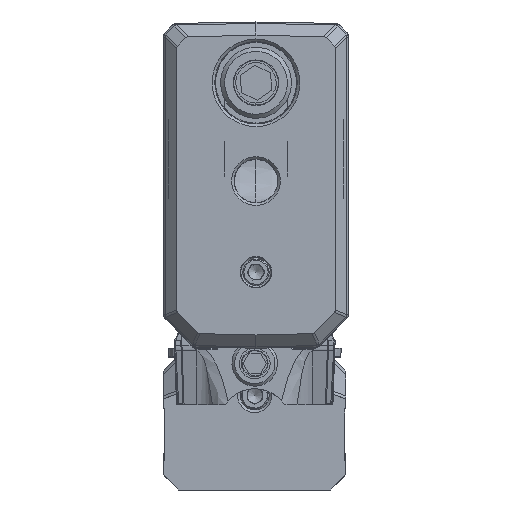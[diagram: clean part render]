
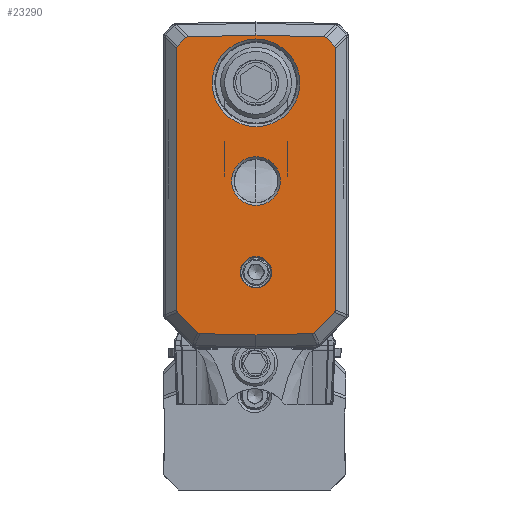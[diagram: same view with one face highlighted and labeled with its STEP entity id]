
A CAD part, front view. The second image highlights one B-rep face of the part: STEP entity #23290.
In plain terms, the highlighted planar face has unit normal (0, -1, 0).
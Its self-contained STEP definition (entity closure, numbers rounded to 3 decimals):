
#6049=ELLIPSE('',#115188,0.859,0.5);
#6050=ELLIPSE('',#115190,0.859,0.5);
#6051=ELLIPSE('',#115192,0.736,0.5);
#6052=ELLIPSE('',#115194,0.735,0.5);
#6053=ELLIPSE('',#115196,0.735,0.5);
#6054=ELLIPSE('',#115198,0.736,0.5);
#6055=ELLIPSE('',#115200,0.859,0.5);
#6056=ELLIPSE('',#115202,0.859,0.5);
#8698=FACE_BOUND('',#37228,.T.);
#8699=FACE_BOUND('',#37229,.T.);
#8700=FACE_BOUND('',#37230,.T.);
#8701=FACE_BOUND('',#37231,.T.);
#23290=ADVANCED_FACE('',(#8698,#8699,#8700,#8701),#27071,.T.);
#27071=PLANE('',#115298);
#37228=EDGE_LOOP('',(#56031,#56032,#56033,#56034,#56035,#56036,#56037,#56038,
#56039,#56040,#56041,#56042,#56043,#56044,#56045,#56046,#56047,#56048));
#37229=EDGE_LOOP('',(#56049));
#37230=EDGE_LOOP('',(#56050));
#37231=EDGE_LOOP('',(#56051));
#56031=ORIENTED_EDGE('',*,*,#83672,.T.);
#56032=ORIENTED_EDGE('',*,*,#83566,.T.);
#56033=ORIENTED_EDGE('',*,*,#83667,.T.);
#56034=ORIENTED_EDGE('',*,*,#83563,.T.);
#56035=ORIENTED_EDGE('',*,*,#83675,.T.);
#56036=ORIENTED_EDGE('',*,*,#83689,.T.);
#56037=ORIENTED_EDGE('',*,*,#83545,.T.);
#56038=ORIENTED_EDGE('',*,*,#83668,.T.);
#56039=ORIENTED_EDGE('',*,*,#83548,.T.);
#56040=ORIENTED_EDGE('',*,*,#83673,.T.);
#56041=ORIENTED_EDGE('',*,*,#83551,.T.);
#56042=ORIENTED_EDGE('',*,*,#83666,.T.);
#56043=ORIENTED_EDGE('',*,*,#83554,.T.);
#56044=ORIENTED_EDGE('',*,*,#83690,.T.);
#56045=ORIENTED_EDGE('',*,*,#83670,.T.);
#56046=ORIENTED_EDGE('',*,*,#83557,.T.);
#56047=ORIENTED_EDGE('',*,*,#83665,.T.);
#56048=ORIENTED_EDGE('',*,*,#83560,.T.);
#56049=ORIENTED_EDGE('',*,*,#83066,.T.);
#56050=ORIENTED_EDGE('',*,*,#83068,.T.);
#56051=ORIENTED_EDGE('',*,*,#83062,.T.);
#71722=VERTEX_POINT('',#178903);
#71726=VERTEX_POINT('',#178939);
#71728=VERTEX_POINT('',#178944);
#72049=VERTEX_POINT('',#182785);
#72050=VERTEX_POINT('',#182787);
#72051=VERTEX_POINT('',#182791);
#72052=VERTEX_POINT('',#182793);
#72053=VERTEX_POINT('',#182797);
#72054=VERTEX_POINT('',#182799);
#72055=VERTEX_POINT('',#182803);
#72056=VERTEX_POINT('',#182805);
#72057=VERTEX_POINT('',#182809);
#72058=VERTEX_POINT('',#182811);
#72059=VERTEX_POINT('',#182815);
#72060=VERTEX_POINT('',#182817);
#72061=VERTEX_POINT('',#182821);
#72062=VERTEX_POINT('',#182823);
#72063=VERTEX_POINT('',#182827);
#72064=VERTEX_POINT('',#182829);
#72116=VERTEX_POINT('',#183187);
#72117=VERTEX_POINT('',#183195);
#83062=EDGE_CURVE('',#71722,#71722,#106857,.T.);
#83066=EDGE_CURVE('',#71726,#71726,#106859,.T.);
#83068=EDGE_CURVE('',#71728,#71728,#106861,.T.);
#83545=EDGE_CURVE('',#72049,#72050,#6049,.T.);
#83548=EDGE_CURVE('',#72051,#72052,#6050,.T.);
#83551=EDGE_CURVE('',#72053,#72054,#6051,.T.);
#83554=EDGE_CURVE('',#72055,#72056,#6052,.T.);
#83557=EDGE_CURVE('',#72057,#72058,#6053,.T.);
#83560=EDGE_CURVE('',#72059,#72060,#6054,.T.);
#83563=EDGE_CURVE('',#72061,#72062,#6055,.T.);
#83566=EDGE_CURVE('',#72063,#72064,#6056,.T.);
#83665=EDGE_CURVE('',#72058,#72059,#93682,.T.);
#83666=EDGE_CURVE('',#72054,#72055,#93683,.T.);
#83667=EDGE_CURVE('',#72064,#72061,#93684,.T.);
#83668=EDGE_CURVE('',#72050,#72051,#93685,.T.);
#83670=EDGE_CURVE('',#72116,#72057,#93686,.T.);
#83672=EDGE_CURVE('',#72060,#72063,#93688,.T.);
#83673=EDGE_CURVE('',#72052,#72053,#93689,.T.);
#83675=EDGE_CURVE('',#72062,#72117,#93691,.T.);
#83689=EDGE_CURVE('',#72117,#72049,#93695,.T.);
#83690=EDGE_CURVE('',#72056,#72116,#93696,.T.);
#93682=LINE('',#183174,#101836);
#93683=LINE('',#183176,#101837);
#93684=LINE('',#183178,#101838);
#93685=LINE('',#183180,#101839);
#93686=LINE('',#183186,#101840);
#93688=LINE('',#183190,#101842);
#93689=LINE('',#183192,#101843);
#93691=LINE('',#183196,#101845);
#93695=LINE('',#183231,#101849);
#93696=LINE('',#183232,#101850);
#101836=VECTOR('',#133261,1.);
#101837=VECTOR('',#133264,1.);
#101838=VECTOR('',#133267,1.);
#101839=VECTOR('',#133270,1.);
#101840=VECTOR('',#133279,1.);
#101842=VECTOR('',#133283,1.);
#101843=VECTOR('',#133286,1.);
#101845=VECTOR('',#133290,1.);
#101849=VECTOR('',#133330,1.);
#101850=VECTOR('',#133331,1.);
#106857=CIRCLE('',#114920,2.4);
#106859=CIRCLE('',#114924,1.55);
#106861=CIRCLE('',#114927,4.323);
#114920=AXIS2_PLACEMENT_3D('',#178902,#132304,#132305);
#114924=AXIS2_PLACEMENT_3D('',#178938,#132312,#132313);
#114927=AXIS2_PLACEMENT_3D('',#178943,#132318,#132319);
#115188=AXIS2_PLACEMENT_3D('',#182788,#133037,#133038);
#115190=AXIS2_PLACEMENT_3D('',#182794,#133043,#133044);
#115192=AXIS2_PLACEMENT_3D('',#182800,#133049,#133050);
#115194=AXIS2_PLACEMENT_3D('',#182806,#133055,#133056);
#115196=AXIS2_PLACEMENT_3D('',#182812,#133061,#133062);
#115198=AXIS2_PLACEMENT_3D('',#182818,#133067,#133068);
#115200=AXIS2_PLACEMENT_3D('',#182824,#133073,#133074);
#115202=AXIS2_PLACEMENT_3D('',#182830,#133079,#133080);
#115298=AXIS2_PLACEMENT_3D('',#183233,#133332,#133333);
#132304=DIRECTION('',(0.,1.,0.));
#132305=DIRECTION('',(0.,0.,-1.));
#132312=DIRECTION('',(0.,1.,0.));
#132313=DIRECTION('',(0.,0.,-1.));
#132318=DIRECTION('',(0.,1.,0.));
#132319=DIRECTION('',(0.,0.,-1.));
#133037=DIRECTION('',(0.,-1.,0.));
#133038=DIRECTION('',(0.716,0.,-0.698));
#133043=DIRECTION('',(0.,-1.,0.));
#133044=DIRECTION('',(0.716,0.,-0.698));
#133049=DIRECTION('',(0.,-1.,0.));
#133050=DIRECTION('',(-0.926,0.,-0.379));
#133055=DIRECTION('',(0.,-1.,0.));
#133056=DIRECTION('',(-0.398,0.,-0.917));
#133061=DIRECTION('',(0.,-1.,0.));
#133062=DIRECTION('',(-0.398,0.,0.917));
#133067=DIRECTION('',(0.,-1.,0.));
#133068=DIRECTION('',(-0.926,0.,0.379));
#133073=DIRECTION('',(0.,-1.,0.));
#133074=DIRECTION('',(0.716,0.,0.698));
#133079=DIRECTION('',(0.,-1.,0.));
#133080=DIRECTION('',(0.716,0.,0.698));
#133261=DIRECTION('',(0.701,0.,0.713));
#133264=DIRECTION('',(0.701,0.,-0.713));
#133267=DIRECTION('',(-0.698,0.,0.716));
#133270=DIRECTION('',(-0.698,0.,-0.716));
#133279=DIRECTION('',(1.,0.,0.025));
#133283=DIRECTION('',(0.,0.,1.));
#133286=DIRECTION('',(0.,0.,-1.));
#133290=DIRECTION('',(-1.,0.,0.025));
#133330=DIRECTION('',(-1.,0.,-0.025));
#133331=DIRECTION('',(1.,0.,-0.025));
#133332=DIRECTION('',(0.,-1.,0.));
#133333=DIRECTION('',(0.,0.,-1.));
#178902=CARTESIAN_POINT('',(0.125,-28.5,-15.7));
#178903=CARTESIAN_POINT('',(0.125,-28.5,-18.1));
#178938=CARTESIAN_POINT('',(0.125,-28.5,-24.7));
#178939=CARTESIAN_POINT('',(0.125,-28.5,-26.25));
#178943=CARTESIAN_POINT('',(0.125,-28.5,-6.));
#178944=CARTESIAN_POINT('',(0.125,-28.5,-10.323));
#182785=CARTESIAN_POINT('',(-6.564,-28.5,-1.465));
#182787=CARTESIAN_POINT('',(-6.816,-28.5,-1.564));
#182788=CARTESIAN_POINT('',(-6.201,-28.5,-2.163));
#182791=CARTESIAN_POINT('',(-7.608,-28.5,-2.375));
#182793=CARTESIAN_POINT('',(-7.7,-28.5,-2.63));
#182794=CARTESIAN_POINT('',(-6.993,-28.5,-2.975));
#182797=CARTESIAN_POINT('',(-7.7,-28.5,-28.416));
#182799=CARTESIAN_POINT('',(-7.599,-28.5,-28.664));
#182800=CARTESIAN_POINT('',(-6.993,-28.5,-28.272));
#182803=CARTESIAN_POINT('',(-5.639,-28.5,-30.658));
#182805=CARTESIAN_POINT('',(-5.396,-28.5,-30.764));
#182806=CARTESIAN_POINT('',(-5.235,-28.5,-30.06));
#182809=CARTESIAN_POINT('',(5.646,-28.5,-30.764));
#182811=CARTESIAN_POINT('',(5.889,-28.5,-30.658));
#182812=CARTESIAN_POINT('',(5.485,-28.5,-30.06));
#182815=CARTESIAN_POINT('',(7.849,-28.5,-28.664));
#182817=CARTESIAN_POINT('',(7.95,-28.5,-28.416));
#182818=CARTESIAN_POINT('',(7.243,-28.5,-28.272));
#182821=CARTESIAN_POINT('',(7.066,-28.5,-1.564));
#182823=CARTESIAN_POINT('',(6.814,-28.5,-1.465));
#182824=CARTESIAN_POINT('',(6.451,-28.5,-2.163));
#182827=CARTESIAN_POINT('',(7.95,-28.5,-2.63));
#182829=CARTESIAN_POINT('',(7.858,-28.5,-2.375));
#182830=CARTESIAN_POINT('',(7.243,-28.5,-2.975));
#183174=CARTESIAN_POINT('',(-2.196,-28.5,-38.886));
#183176=CARTESIAN_POINT('',(-6.519,-28.5,-29.762));
#183178=CARTESIAN_POINT('',(14.544,-28.5,-9.227));
#183180=CARTESIAN_POINT('',(-23.195,-28.5,-18.349));
#183186=CARTESIAN_POINT('',(-9.027,-28.5,-31.126));
#183187=CARTESIAN_POINT('',(0.125,-28.5,-30.9));
#183190=CARTESIAN_POINT('',(7.95,-28.5,-32.2));
#183192=CARTESIAN_POINT('',(-7.7,-28.5,-32.2));
#183195=CARTESIAN_POINT('',(0.125,-28.5,-1.3));
#183196=CARTESIAN_POINT('',(-8.232,-28.5,-1.094));
#183231=CARTESIAN_POINT('',(-9.757,-28.5,-1.544));
#183232=CARTESIAN_POINT('',(-8.962,-28.5,-30.676));
#183233=CARTESIAN_POINT('',(-9.,-28.5,-32.2));
